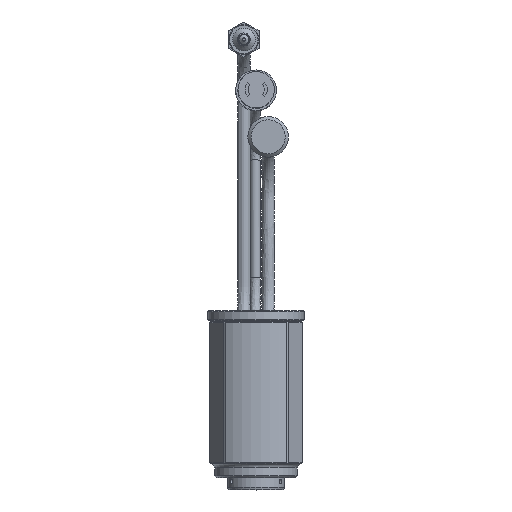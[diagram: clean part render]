
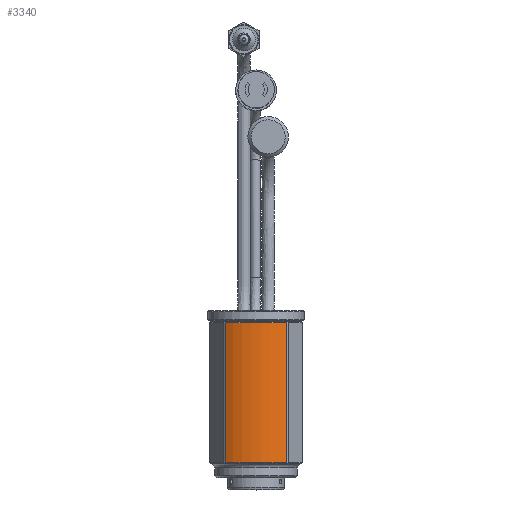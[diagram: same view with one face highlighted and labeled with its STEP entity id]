
A CAD part, top view. The second image highlights one B-rep face of the part: STEP entity #3340.
In plain terms, the highlighted cylindrical face has radius 47.625 mm (diameter 95.25 mm), a partial arc.
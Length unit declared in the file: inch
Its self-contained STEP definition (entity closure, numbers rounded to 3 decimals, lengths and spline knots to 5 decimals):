
#1710=LINE('',#26526,#2574);
#1711=LINE('',#26531,#2575);
#2574=VECTOR('',#17841,1.);
#2575=VECTOR('',#17844,1.);
#3340=ADVANCED_FACE('',(#4543),#4183,.T.);
#4183=CYLINDRICAL_SURFACE('',#15629,1.875);
#4543=FACE_OUTER_BOUND('',#5270,.T.);
#5270=EDGE_LOOP('',(#8027,#8028,#8029,#8030));
#6454=CIRCLE('',#15627,1.875);
#6455=CIRCLE('',#15628,1.875);
#8027=ORIENTED_EDGE('',*,*,#13346,.T.);
#8028=ORIENTED_EDGE('',*,*,#13347,.T.);
#8029=ORIENTED_EDGE('',*,*,#13348,.T.);
#8030=ORIENTED_EDGE('',*,*,#13349,.T.);
#11750=VERTEX_POINT('',#26527);
#11751=VERTEX_POINT('',#26528);
#11752=VERTEX_POINT('',#26530);
#11753=VERTEX_POINT('',#26532);
#13346=EDGE_CURVE('',#11750,#11751,#1710,.T.);
#13347=EDGE_CURVE('',#11751,#11752,#6454,.T.);
#13348=EDGE_CURVE('',#11752,#11753,#1711,.T.);
#13349=EDGE_CURVE('',#11753,#11750,#6455,.T.);
#15627=AXIS2_PLACEMENT_3D('',#26529,#17842,#17843);
#15628=AXIS2_PLACEMENT_3D('',#26533,#17845,#17846);
#15629=AXIS2_PLACEMENT_3D('',#26534,#17847,#17848);
#17841=DIRECTION('',(0.,-1.,0.));
#17842=DIRECTION('',(0.,1.,0.));
#17843=DIRECTION('',(0.,0.,-1.));
#17844=DIRECTION('',(0.,1.,0.));
#17845=DIRECTION('',(0.,-1.,0.));
#17846=DIRECTION('',(0.,0.,1.));
#17847=DIRECTION('',(0.,1.,0.));
#17848=DIRECTION('',(0.,0.,1.));
#26526=CARTESIAN_POINT('',(-0.94946,0.,1.19984));
#26527=CARTESIAN_POINT('',(-0.94946,4.774,1.19984));
#26528=CARTESIAN_POINT('',(-0.94946,0.455,1.19984));
#26529=CARTESIAN_POINT('',(0.,0.455,-0.417));
#26530=CARTESIAN_POINT('',(0.94946,0.455,1.19984));
#26531=CARTESIAN_POINT('',(0.94946,0.,1.19984));
#26532=CARTESIAN_POINT('',(0.94946,4.774,1.19984));
#26533=CARTESIAN_POINT('',(0.,4.774,-0.417));
#26534=CARTESIAN_POINT('',(0.,0.,-0.417));
